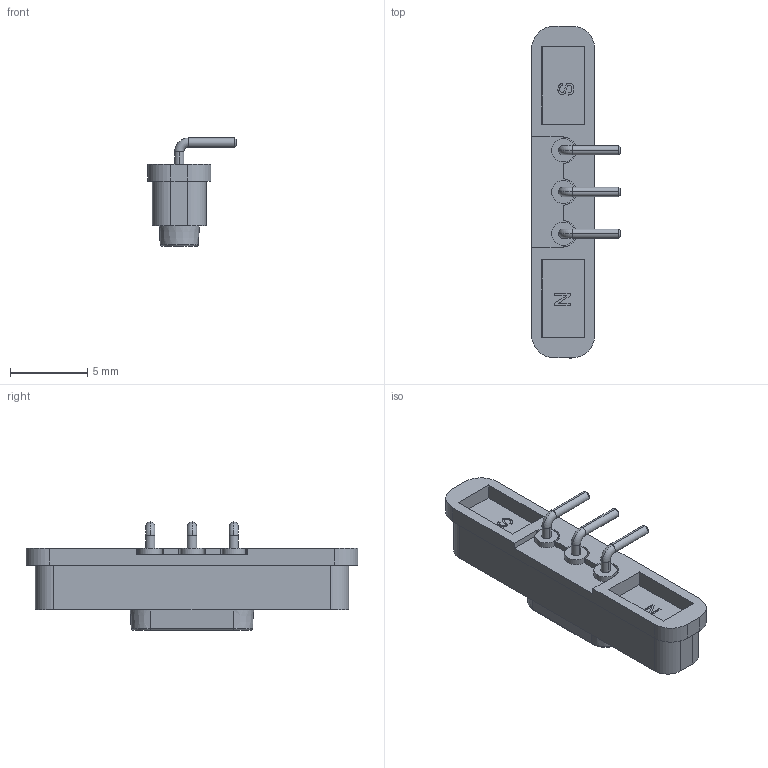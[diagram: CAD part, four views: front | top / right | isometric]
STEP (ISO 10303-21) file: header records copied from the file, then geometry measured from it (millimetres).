
FILE_DESCRIPTION (( 'STEP AP203' ), '1' );
FILE_NAME ('685-E0321350120.STEP', '2023-02-03T17:02:56', ( 'Magnum' ), ( '' ), 'SwSTEP 2.0', 'SolidWorks 2020', '' );
FILE_SCHEMA (( 'CONFIG_CONTROL_DESIGN' ));
Length unit declared in the file: millimetre
Products named in the file (1): 685-E0321350120
Bounding box: 5.75 x 21.5 x 7 mm (x, y, z)
Volume: 285.5 mm3; surface area: 527.5 mm2
Topology: 1 solids, 1 shells, 233 faces, 601 edges, 393 vertices
Faces by surface type: plane 146, cylinder 49, bspline 20, torus 9, cone 9
Entity records: 8076 total; most frequent: CARTESIAN_POINT 2300, ORIENTED_EDGE 1202, DIRECTION 1139, EDGE_CURVE 601, LINE 435, VECTOR 435, VERTEX_POINT 393, AXIS2_PLACEMENT_3D 352
